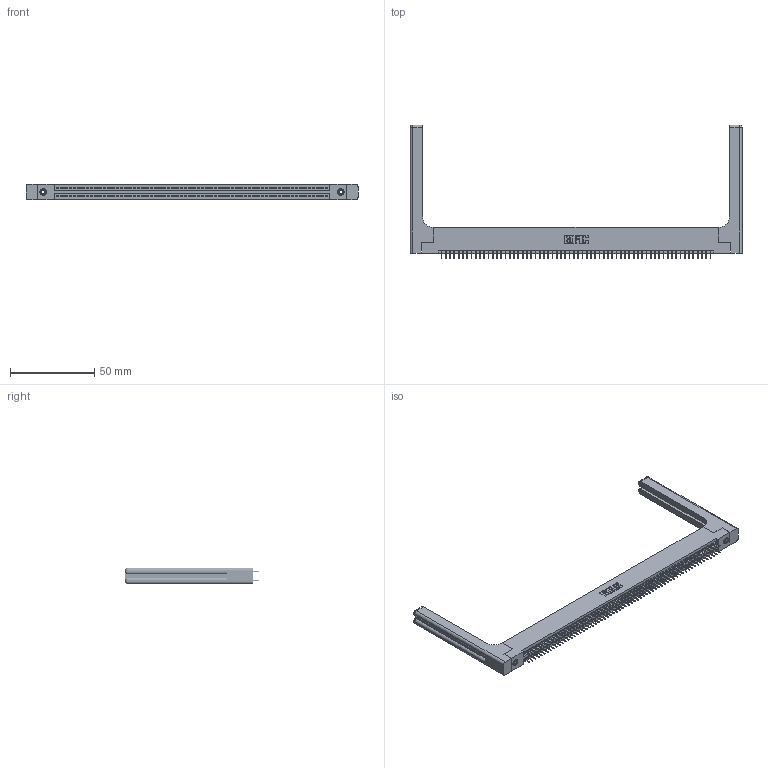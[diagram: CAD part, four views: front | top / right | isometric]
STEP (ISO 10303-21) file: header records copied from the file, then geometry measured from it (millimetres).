
FILE_DESCRIPTION (( 'STEP AP203' ), '1' );
FILE_NAME ('395-128-525-258.STEP', '2020-09-26T00:58:25', ( '' ), ( '' ), 'SwSTEP 2.0', 'SolidWorks 2020', '' );
FILE_SCHEMA (( 'CONFIG_CONTROL_DESIGN' ));
Length unit declared in the file: inch
Products named in the file (5): 395-128-525-258; 345-250-001_345-250-001-102; 345-220-058_345-220-058; 345-292-001_345-293-125; 345 Part_Flush Mounting Lugs - 0.156 Dia-TH
Assembly tree (133 placements, depth 2):
  395-128-525-258
    345 Part_Flush Mounting Lugs - 0.156 Dia-TH
    345-292-001_345-293-125  x128
    345-250-001_345-250-001-102  x2
    345-220-058_345-220-058  x2
Bounding box: 197.59 x 79.68 x 9.4 mm (x, y, z)
Volume: 27662.4 mm3; surface area: 33212.1 mm2
Topology: 133 solids, 133 shells, 7294 faces, 20591 edges, 13194 vertices
Faces by surface type: plane 5220, cylinder 2014, bspline 36, cone 12, sphere 8, torus 4
Entity records: 52510 total; most frequent: CARTESIAN_POINT 9773, ORIENTED_EDGE 8504, DIRECTION 7524, EDGE_CURVE 4252, LINE 3776, VECTOR 3776, VERTEX_POINT 2822, AXIS2_PLACEMENT_3D 1874
